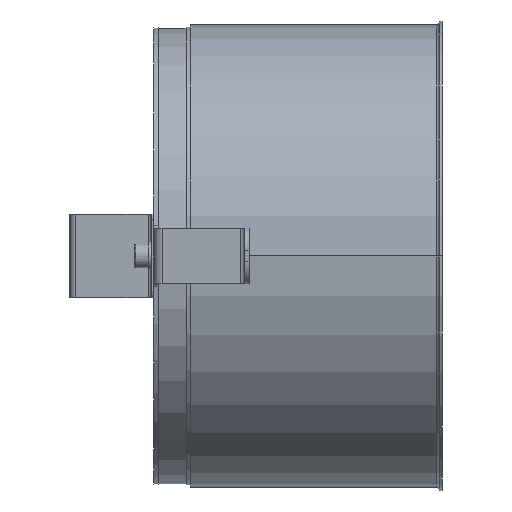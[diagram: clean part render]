
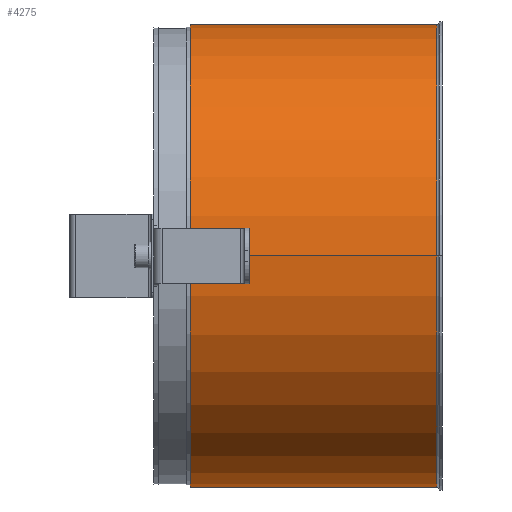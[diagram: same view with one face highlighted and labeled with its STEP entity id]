
A CAD part, left-side view. The second image highlights one B-rep face of the part: STEP entity #4275.
In plain terms, the highlighted cylindrical face has radius 82.6 mm (diameter 165.2 mm), a full revolution.
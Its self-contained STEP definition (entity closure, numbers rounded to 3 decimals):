
#574=FACE_OUTER_BOUND('',#881,.T.);
#881=EDGE_LOOP('',(#3475,#3476,#3477,#3478));
#1234=LINE('',#7295,#1476);
#1240=LINE('',#7318,#1482);
#1476=VECTOR('',#5953,10.);
#1482=VECTOR('',#5983,10.);
#1761=CIRCLE('',#4895,82.6);
#1762=CIRCLE('',#4897,82.6);
#2071=VERTEX_POINT('',#7283);
#2075=VERTEX_POINT('',#7292);
#2076=VERTEX_POINT('',#7294);
#2081=VERTEX_POINT('',#7313);
#2565=EDGE_CURVE('',#2076,#2075,#1234,.T.);
#2575=EDGE_CURVE('',#2081,#2076,#1761,.T.);
#2577=EDGE_CURVE('',#2071,#2075,#1762,.T.);
#2578=EDGE_CURVE('',#2071,#2081,#1240,.T.);
#3475=ORIENTED_EDGE('',*,*,#2565,.T.);
#3476=ORIENTED_EDGE('',*,*,#2577,.F.);
#3477=ORIENTED_EDGE('',*,*,#2578,.T.);
#3478=ORIENTED_EDGE('',*,*,#2575,.T.);
#3929=CYLINDRICAL_SURFACE('',#4896,82.6);
#4275=ADVANCED_FACE('',(#574),#3929,.T.);
#4895=AXIS2_PLACEMENT_3D('',#7314,#5976,#5977);
#4896=AXIS2_PLACEMENT_3D('',#7316,#5979,#5980);
#4897=AXIS2_PLACEMENT_3D('',#7317,#5981,#5982);
#5953=DIRECTION('',(0.,-1.,0.));
#5976=DIRECTION('center_axis',(0.,-1.,0.));
#5977=DIRECTION('ref_axis',(1.,0.,0.));
#5979=DIRECTION('center_axis',(0.,-1.,0.));
#5980=DIRECTION('ref_axis',(1.,0.,0.));
#5981=DIRECTION('center_axis',(0.,-1.,0.));
#5982=DIRECTION('ref_axis',(1.,0.,0.));
#5983=DIRECTION('',(0.,1.,0.));
#7283=CARTESIAN_POINT('',(82.6,2.,0.));
#7292=CARTESIAN_POINT('',(82.6,2.,-0.001));
#7294=CARTESIAN_POINT('',(82.6,90.,-0.001));
#7295=CARTESIAN_POINT('',(82.6,2.,-0.001));
#7313=CARTESIAN_POINT('',(82.6,90.,0.));
#7314=CARTESIAN_POINT('Origin',(0.,90.,0.));
#7316=CARTESIAN_POINT('Origin',(0.,44.827,0.));
#7317=CARTESIAN_POINT('Origin',(0.,2.,0.));
#7318=CARTESIAN_POINT('',(82.6,2.,0.));
